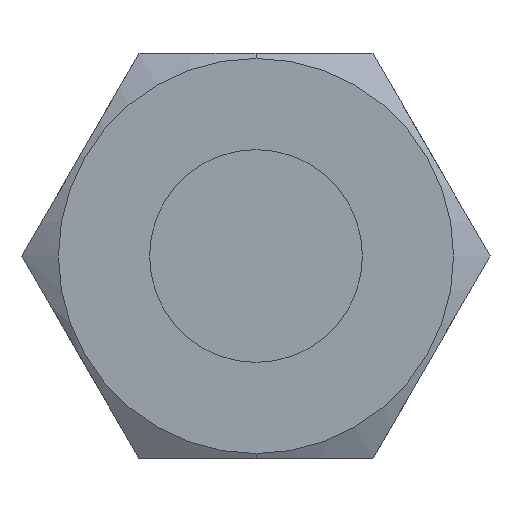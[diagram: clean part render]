
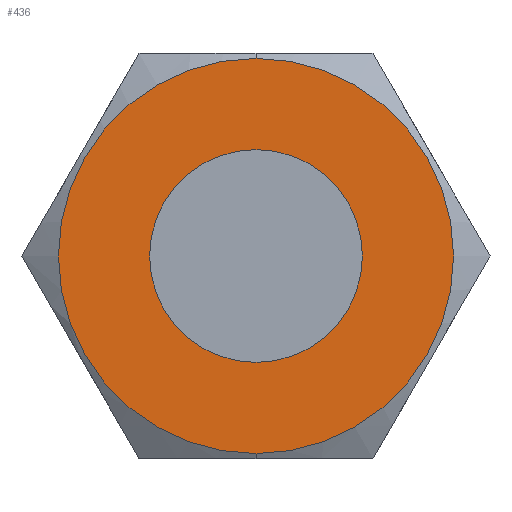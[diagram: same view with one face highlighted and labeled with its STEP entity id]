
A CAD part, front view. The second image highlights one B-rep face of the part: STEP entity #436.
In plain terms, the highlighted planar face has unit normal (0, -1, 0).
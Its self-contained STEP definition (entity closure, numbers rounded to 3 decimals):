
#47 = EDGE_CURVE ( 'NONE', #48, #49, #689, .T. ) ;
#48 = VERTEX_POINT ( 'NONE', #688 ) ;
#49 = VERTEX_POINT ( 'NONE', #687 ) ;
#54 = VERTEX_POINT ( 'NONE', #700 ) ;
#58 = VERTEX_POINT ( 'NONE', #679 ) ;
#89 = EDGE_CURVE ( 'NONE', #58, #54, #794, .T. ) ;
#436 = ADVANCED_FACE ( 'NONE', ( #1401, #1400 ), #1399, .T. ) ;
#437 = EDGE_LOOP ( 'NONE', ( #556, #492 ) ) ;
#491 = EDGE_LOOP ( 'NONE', ( #555, #557 ) ) ;
#492 = ORIENTED_EDGE ( 'NONE', *, *, #89, .F. ) ;
#517 = EDGE_CURVE ( 'NONE', #49, #48, #1446, .T. ) ;
#536 = EDGE_CURVE ( 'NONE', #54, #58, #1579, .T. ) ;
#555 = ORIENTED_EDGE ( 'NONE', *, *, #517, .T. ) ;
#556 = ORIENTED_EDGE ( 'NONE', *, *, #536, .F. ) ;
#557 = ORIENTED_EDGE ( 'NONE', *, *, #47, .T. ) ;
#648 = AXIS2_PLACEMENT_3D ( 'NONE', #663, #662, #661 ) ;
#661 = DIRECTION ( 'NONE',  ( 0., 0., -1. ) ) ;
#662 = DIRECTION ( 'NONE',  ( 0., -1., 0. ) ) ;
#663 = CARTESIAN_POINT ( 'NONE',  ( 0., -7., 0. ) ) ;
#679 = CARTESIAN_POINT ( 'NONE',  ( 0., -7., 2.1 ) ) ;
#687 = CARTESIAN_POINT ( 'NONE',  ( 0., -7., 3.9 ) ) ;
#688 = CARTESIAN_POINT ( 'NONE',  ( 0., -7., -3.9 ) ) ;
#689 = CIRCLE ( 'NONE', #648, 3.9 ) ;
#700 = CARTESIAN_POINT ( 'NONE',  ( 0., -7., -2.1 ) ) ;
#729 = DIRECTION ( 'NONE',  ( 0., 0., -1. ) ) ;
#730 = DIRECTION ( 'NONE',  ( 0., -1., 0. ) ) ;
#731 = CARTESIAN_POINT ( 'NONE',  ( 0., -7., 0. ) ) ;
#732 = AXIS2_PLACEMENT_3D ( 'NONE', #731, #730, #729 ) ;
#794 = CIRCLE ( 'NONE', #732, 2.1 ) ;
#1106 = DIRECTION ( 'NONE',  ( 0., 0., -1. ) ) ;
#1108 = DIRECTION ( 'NONE',  ( 0., -1., 0. ) ) ;
#1109 = CARTESIAN_POINT ( 'NONE',  ( 0., -7., 0. ) ) ;
#1113 = AXIS2_PLACEMENT_3D ( 'NONE', #1109, #1108, #1106 ) ;
#1393 = CARTESIAN_POINT ( 'NONE',  ( 2.1, -7., 0. ) ) ;
#1394 = AXIS2_PLACEMENT_3D ( 'NONE', #1393, #1438, #1437 ) ;
#1399 = PLANE ( 'NONE',  #1394 ) ;
#1400 = FACE_OUTER_BOUND ( 'NONE', #491, .T. ) ;
#1401 = FACE_BOUND ( 'NONE', #437, .T. ) ;
#1437 = DIRECTION ( 'NONE',  ( 0., 0., -1. ) ) ;
#1438 = DIRECTION ( 'NONE',  ( 0., -1., 0. ) ) ;
#1446 = CIRCLE ( 'NONE', #1113, 3.9 ) ;
#1577 = CARTESIAN_POINT ( 'NONE',  ( 0., -7., 0. ) ) ;
#1578 = AXIS2_PLACEMENT_3D ( 'NONE', #1577, #1597, #1596 ) ;
#1579 = CIRCLE ( 'NONE', #1578, 2.1 ) ;
#1596 = DIRECTION ( 'NONE',  ( 0., 0., -1. ) ) ;
#1597 = DIRECTION ( 'NONE',  ( 0., -1., 0. ) ) ;
